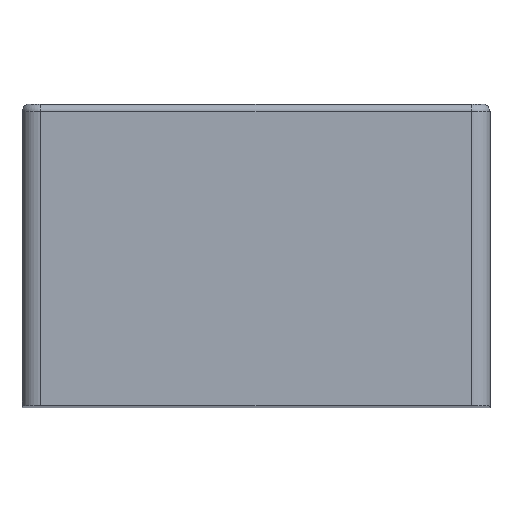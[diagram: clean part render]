
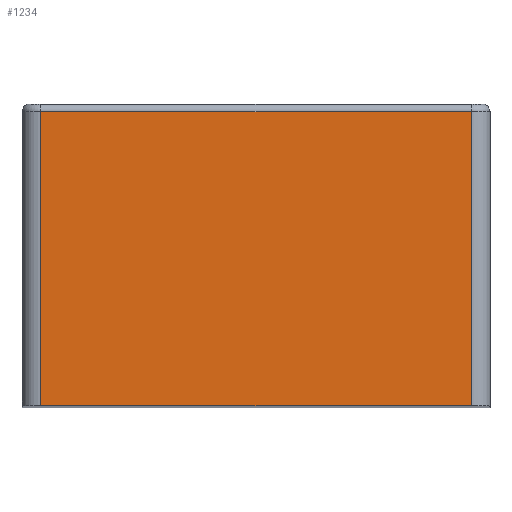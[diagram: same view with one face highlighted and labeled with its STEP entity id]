
A CAD part, top view. The second image highlights one B-rep face of the part: STEP entity #1234.
In plain terms, the highlighted planar face has unit normal (0, 0, 1).
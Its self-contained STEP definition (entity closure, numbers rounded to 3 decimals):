
#35=PLANE('',#1350);
#62=LINE('',#1992,#150);
#66=LINE('',#2001,#154);
#67=LINE('',#2005,#155);
#68=LINE('',#2006,#156);
#150=VECTOR('',#1557,10.);
#154=VECTOR('',#1565,10.);
#155=VECTOR('',#1570,10.);
#156=VECTOR('',#1571,10.);
#281=FACE_OUTER_BOUND('',#366,.T.);
#366=EDGE_LOOP('',(#872,#873,#874,#875));
#536=VERTEX_POINT('',#1946);
#551=VERTEX_POINT('',#1986);
#554=VERTEX_POINT('',#2000);
#555=VERTEX_POINT('',#2004);
#667=EDGE_CURVE('',#536,#551,#62,.T.);
#671=EDGE_CURVE('',#551,#554,#66,.T.);
#673=EDGE_CURVE('',#555,#536,#67,.T.);
#674=EDGE_CURVE('',#554,#555,#68,.T.);
#872=ORIENTED_EDGE('',*,*,#667,.F.);
#873=ORIENTED_EDGE('',*,*,#673,.F.);
#874=ORIENTED_EDGE('',*,*,#674,.F.);
#875=ORIENTED_EDGE('',*,*,#671,.F.);
#1234=ADVANCED_FACE('',(#281),#35,.T.);
#1350=AXIS2_PLACEMENT_3D('',#2003,#1568,#1569);
#1557=DIRECTION('',(1.,0.,0.));
#1565=DIRECTION('',(0.,-1.,0.));
#1568=DIRECTION('center_axis',(0.,0.,1.));
#1569=DIRECTION('ref_axis',(1.,0.,0.));
#1570=DIRECTION('',(0.,1.,0.));
#1571=DIRECTION('',(-1.,0.,0.));
#1946=CARTESIAN_POINT('',(-28.5,39.,75.));
#1986=CARTESIAN_POINT('',(28.5,39.,75.));
#1992=CARTESIAN_POINT('',(-15.5,39.,75.));
#2000=CARTESIAN_POINT('',(28.5,0.,75.));
#2001=CARTESIAN_POINT('',(28.5,0.,75.));
#2003=CARTESIAN_POINT('Origin',(-31.,0.,75.));
#2004=CARTESIAN_POINT('',(-28.5,0.,75.));
#2005=CARTESIAN_POINT('',(-28.5,0.,75.));
#2006=CARTESIAN_POINT('',(31.,0.,75.));
